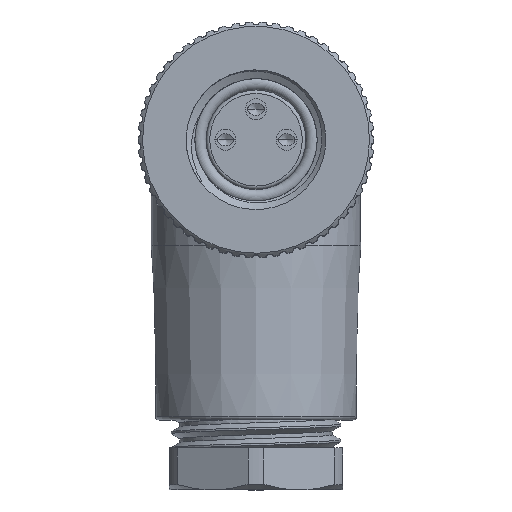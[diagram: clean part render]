
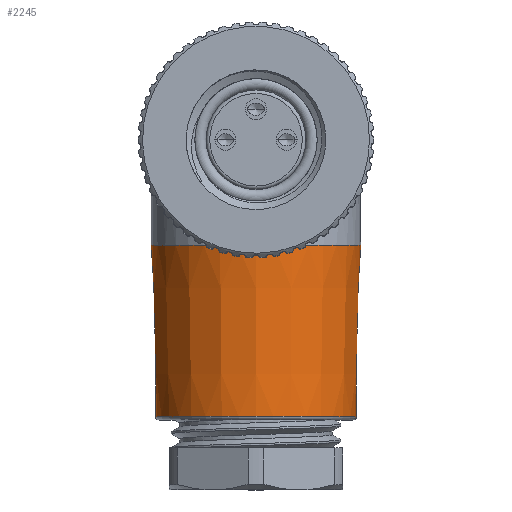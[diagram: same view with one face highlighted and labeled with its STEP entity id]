
A CAD part, top view. The second image highlights one B-rep face of the part: STEP entity #2245.
In plain terms, the highlighted conical face has half-angle 1.432 degrees and reference radius 5.877 mm.
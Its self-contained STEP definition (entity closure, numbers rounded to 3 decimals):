
#2245=ADVANCED_FACE('',(#5415,#5416),#2763,.T.);
#2763=CONICAL_SURFACE('',#16663,5.877,1.432);
#5415=FACE_BOUND('',#5904,.T.);
#5416=FACE_BOUND('',#5905,.T.);
#5904=EDGE_LOOP('',(#8618));
#5905=EDGE_LOOP('',(#8619));
#8618=ORIENTED_EDGE('',*,*,#14028,.F.);
#8619=ORIENTED_EDGE('',*,*,#14026,.F.);
#12049=VERTEX_POINT('',#32489);
#12051=VERTEX_POINT('',#32495);
#14026=EDGE_CURVE('',#12049,#12049,#15647,.T.);
#14028=EDGE_CURVE('',#12051,#12051,#15649,.T.);
#15647=CIRCLE('',#16658,5.755);
#15649=CIRCLE('',#16662,6.);
#16658=AXIS2_PLACEMENT_3D('',#32488,#19153,#19154);
#16662=AXIS2_PLACEMENT_3D('',#32494,#19161,#19162);
#16663=AXIS2_PLACEMENT_3D('',#32496,#19163,#19164);
#19153=DIRECTION('',(0.,-1.,0.));
#19154=DIRECTION('',(0.,0.,-1.));
#19161=DIRECTION('',(0.,1.,0.));
#19162=DIRECTION('',(0.,0.,-1.));
#19163=DIRECTION('',(0.,1.,0.));
#19164=DIRECTION('',(0.,0.,1.));
#32488=CARTESIAN_POINT('',(0.,-15.805,-30.));
#32489=CARTESIAN_POINT('',(0.,-15.805,-35.755));
#32494=CARTESIAN_POINT('',(0.,-6.,-30.));
#32495=CARTESIAN_POINT('',(0.,-6.,-24.));
#32496=CARTESIAN_POINT('',(0.,-10.902,-30.));
